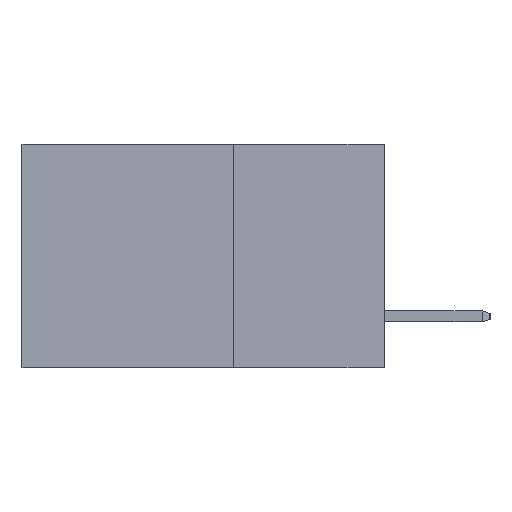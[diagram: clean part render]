
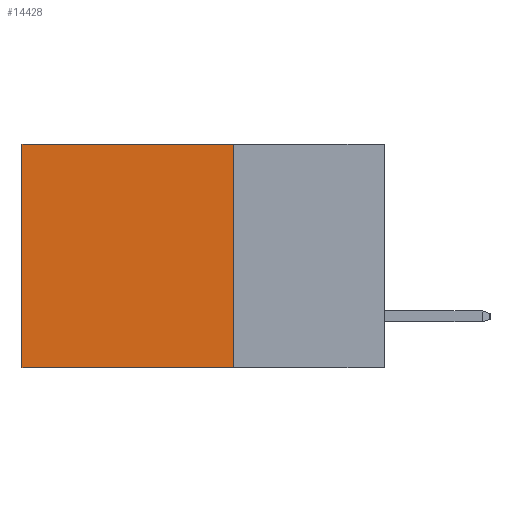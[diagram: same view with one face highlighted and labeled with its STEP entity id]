
A CAD part, left-side view. The second image highlights one B-rep face of the part: STEP entity #14428.
In plain terms, the highlighted planar face has unit normal (-1, 0, 0).
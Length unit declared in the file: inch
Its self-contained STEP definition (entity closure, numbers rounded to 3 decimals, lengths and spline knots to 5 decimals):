
#370 = CARTESIAN_POINT ( 'NONE',  ( 0.2615, 0.25, -0.37 ) ) ;
#825 = ORIENTED_EDGE ( 'NONE', *, *, #8367, .T. ) ;
#1480 = EDGE_CURVE ( 'NONE', #19222, #3007, #17132, .T. ) ;
#2553 = VERTEX_POINT ( 'NONE', #8289 ) ;
#2993 = VECTOR ( 'NONE', #5040, 39.37008 ) ;
#3007 = VERTEX_POINT ( 'NONE', #13798 ) ;
#4143 = DIRECTION ( 'NONE',  ( 0., 0., -1. ) ) ;
#4219 = CARTESIAN_POINT ( 'NONE',  ( 0.2615, 0.25, -0.37 ) ) ;
#4580 = VECTOR ( 'NONE', #4143, 39.37008 ) ;
#5040 = DIRECTION ( 'NONE',  ( 0., 1., 0. ) ) ;
#5368 = CARTESIAN_POINT ( 'NONE',  ( 0.2615, 0.25, -0.37 ) ) ;
#5500 = DIRECTION ( 'NONE',  ( 0., 1., 0. ) ) ;
#5677 = CARTESIAN_POINT ( 'NONE',  ( 0.2615, 0.25, 0. ) ) ;
#6202 = EDGE_CURVE ( 'NONE', #3007, #2553, #15603, .T. ) ;
#7247 = ORIENTED_EDGE ( 'NONE', *, *, #6202, .F. ) ;
#7602 = DIRECTION ( 'NONE',  ( 0., 0., -1. ) ) ;
#7638 = LINE ( 'NONE', #8028, #19843 ) ;
#8028 = CARTESIAN_POINT ( 'NONE',  ( 0.2615, 0.6, -0.37 ) ) ;
#8289 = CARTESIAN_POINT ( 'NONE',  ( 0.2615, 0.6, -0.37 ) ) ;
#8367 = EDGE_CURVE ( 'NONE', #19222, #15609, #9776, .T. ) ;
#9776 = LINE ( 'NONE', #5677, #17784 ) ;
#10160 = ORIENTED_EDGE ( 'NONE', *, *, #1480, .F. ) ;
#10353 = AXIS2_PLACEMENT_3D ( 'NONE', #370, #20719, #20180 ) ;
#13798 = CARTESIAN_POINT ( 'NONE',  ( 0.2615, 0.25, -0.37 ) ) ;
#14428 = ADVANCED_FACE ( 'NONE', ( #19618 ), #18266, .F. ) ;
#14613 = EDGE_CURVE ( 'NONE', #15609, #2553, #7638, .T. ) ;
#15355 = EDGE_LOOP ( 'NONE', ( #17880, #7247, #10160, #825 ) ) ;
#15603 = LINE ( 'NONE', #5368, #2993 ) ;
#15609 = VERTEX_POINT ( 'NONE', #16023 ) ;
#16023 = CARTESIAN_POINT ( 'NONE',  ( 0.2615, 0.6, 0. ) ) ;
#17132 = LINE ( 'NONE', #4219, #4580 ) ;
#17784 = VECTOR ( 'NONE', #5500, 39.37008 ) ;
#17880 = ORIENTED_EDGE ( 'NONE', *, *, #14613, .T. ) ;
#18266 = PLANE ( 'NONE',  #10353 ) ;
#19222 = VERTEX_POINT ( 'NONE', #19541 ) ;
#19541 = CARTESIAN_POINT ( 'NONE',  ( 0.2615, 0.25, 0. ) ) ;
#19618 = FACE_OUTER_BOUND ( 'NONE', #15355, .T. ) ;
#19843 = VECTOR ( 'NONE', #7602, 39.37008 ) ;
#20180 = DIRECTION ( 'NONE',  ( 0., 0., -1. ) ) ;
#20719 = DIRECTION ( 'NONE',  ( 1., 0., 0. ) ) ;
